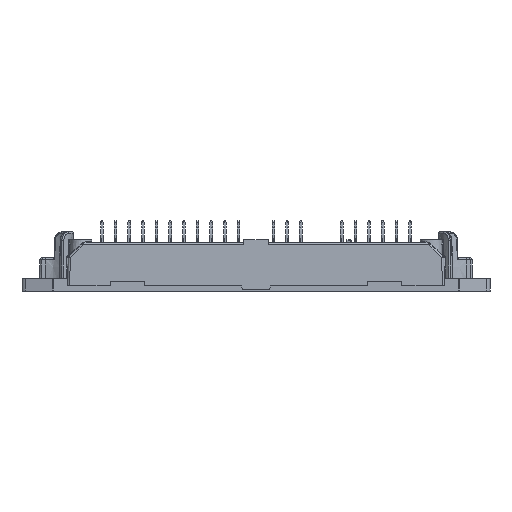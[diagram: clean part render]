
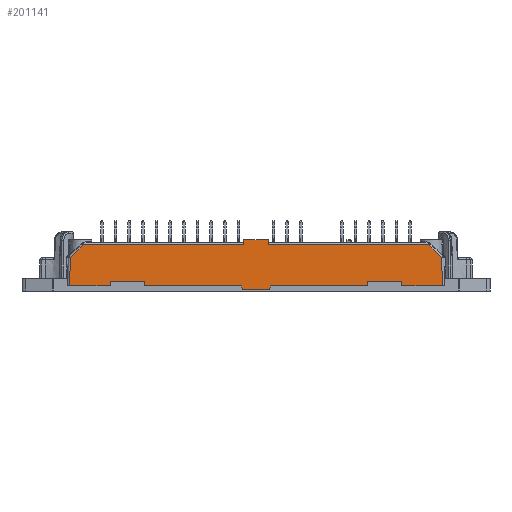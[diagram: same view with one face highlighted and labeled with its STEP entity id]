
A CAD part, front view. The second image highlights one B-rep face of the part: STEP entity #201141.
In plain terms, the highlighted planar face has unit normal (0, -1, 0.026).
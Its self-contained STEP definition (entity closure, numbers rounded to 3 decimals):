
#27537=ORIENTED_EDGE('',*,*,#64662,.F.);
#27538=ORIENTED_EDGE('',*,*,#64663,.T.);
#27539=ORIENTED_EDGE('',*,*,#64664,.F.);
#27540=ORIENTED_EDGE('',*,*,#64665,.T.);
#27541=ORIENTED_EDGE('',*,*,#64666,.T.);
#27542=ORIENTED_EDGE('',*,*,#63020,.F.);
#27543=ORIENTED_EDGE('',*,*,#63018,.T.);
#27544=ORIENTED_EDGE('',*,*,#64400,.F.);
#27545=ORIENTED_EDGE('',*,*,#63013,.T.);
#27546=ORIENTED_EDGE('',*,*,#64521,.T.);
#27547=ORIENTED_EDGE('',*,*,#63011,.T.);
#27548=ORIENTED_EDGE('',*,*,#63009,.T.);
#27549=ORIENTED_EDGE('',*,*,#64667,.T.);
#27550=ORIENTED_EDGE('',*,*,#64668,.F.);
#27551=ORIENTED_EDGE('',*,*,#64669,.T.);
#27552=ORIENTED_EDGE('',*,*,#64670,.T.);
#27553=ORIENTED_EDGE('',*,*,#64671,.T.);
#27554=ORIENTED_EDGE('',*,*,#63041,.F.);
#27555=ORIENTED_EDGE('',*,*,#63045,.T.);
#27556=ORIENTED_EDGE('',*,*,#63050,.F.);
#27557=ORIENTED_EDGE('',*,*,#63051,.F.);
#27558=ORIENTED_EDGE('',*,*,#63055,.T.);
#63009=EDGE_CURVE('',#79505,#79842,#97769,.T.);
#63011=EDGE_CURVE('',#79844,#79505,#97771,.T.);
#63013=EDGE_CURVE('',#79845,#79846,#97772,.F.);
#63018=EDGE_CURVE('',#79508,#79848,#97776,.F.);
#63020=EDGE_CURVE('',#79508,#79850,#97778,.T.);
#63041=EDGE_CURVE('',#79865,#79866,#97795,.F.);
#63045=EDGE_CURVE('',#79865,#79869,#97799,.T.);
#63050=EDGE_CURVE('',#79872,#79869,#97804,.F.);
#63051=EDGE_CURVE('',#79873,#79872,#97805,.T.);
#63055=EDGE_CURVE('',#79873,#79875,#97809,.F.);
#64400=EDGE_CURVE('',#79845,#79848,#98385,.T.);
#64521=EDGE_CURVE('',#79846,#79844,#98436,.T.);
#64662=EDGE_CURVE('',#81053,#79875,#98492,.F.);
#64663=EDGE_CURVE('',#81053,#81054,#98493,.F.);
#64664=EDGE_CURVE('',#81055,#81054,#98494,.F.);
#64665=EDGE_CURVE('',#81055,#81056,#98495,.F.);
#64666=EDGE_CURVE('',#81056,#79850,#98496,.F.);
#64667=EDGE_CURVE('',#79842,#81057,#98497,.F.);
#64668=EDGE_CURVE('',#81058,#81057,#98498,.F.);
#64669=EDGE_CURVE('',#81058,#81059,#98499,.F.);
#64670=EDGE_CURVE('',#81059,#81060,#98500,.F.);
#64671=EDGE_CURVE('',#81060,#79866,#98501,.F.);
#79505=VERTEX_POINT('',#281372);
#79508=VERTEX_POINT('',#281382);
#79842=VERTEX_POINT('',#285573);
#79844=VERTEX_POINT('',#285579);
#79845=VERTEX_POINT('',#285583);
#79846=VERTEX_POINT('',#285584);
#79848=VERTEX_POINT('',#285591);
#79850=VERTEX_POINT('',#285597);
#79865=VERTEX_POINT('',#285662);
#79866=VERTEX_POINT('',#285663);
#79869=VERTEX_POINT('',#285671);
#79872=VERTEX_POINT('',#285679);
#79873=VERTEX_POINT('',#285683);
#79875=VERTEX_POINT('',#285689);
#81053=VERTEX_POINT('',#290881);
#81054=VERTEX_POINT('',#290883);
#81055=VERTEX_POINT('',#290885);
#81056=VERTEX_POINT('',#290887);
#81057=VERTEX_POINT('',#290890);
#81058=VERTEX_POINT('',#290892);
#81059=VERTEX_POINT('',#290894);
#81060=VERTEX_POINT('',#290896);
#97769=LINE('',#285574,#115098);
#97771=LINE('',#285578,#115100);
#97772=LINE('',#285582,#115101);
#97776=LINE('',#285592,#115105);
#97778=LINE('',#285596,#115107);
#97795=LINE('',#285661,#115124);
#97799=LINE('',#285670,#115128);
#97804=LINE('',#285680,#115133);
#97805=LINE('',#285682,#115134);
#97809=LINE('',#285691,#115138);
#98385=LINE('',#289928,#115714);
#98436=LINE('',#290352,#115765);
#98492=LINE('',#290880,#115821);
#98493=LINE('',#290882,#115822);
#98494=LINE('',#290884,#115823);
#98495=LINE('',#290886,#115824);
#98496=LINE('',#290888,#115825);
#98497=LINE('',#290889,#115826);
#98498=LINE('',#290891,#115827);
#98499=LINE('',#290893,#115828);
#98500=LINE('',#290895,#115829);
#98501=LINE('',#290897,#115830);
#115098=VECTOR('',#237370,1000.);
#115100=VECTOR('',#237374,1000.);
#115101=VECTOR('',#237379,1000.);
#115105=VECTOR('',#237387,1000.);
#115107=VECTOR('',#237391,1000.);
#115124=VECTOR('',#237424,1000.);
#115128=VECTOR('',#237430,1000.);
#115133=VECTOR('',#237437,1000.);
#115134=VECTOR('',#237440,1000.);
#115138=VECTOR('',#237446,1000.);
#115714=VECTOR('',#239554,1000.);
#115765=VECTOR('',#239697,1000.);
#115821=VECTOR('',#239881,1000.);
#115822=VECTOR('',#239882,1000.);
#115823=VECTOR('',#239883,1000.);
#115824=VECTOR('',#239884,1000.);
#115825=VECTOR('',#239885,1000.);
#115826=VECTOR('',#239886,1000.);
#115827=VECTOR('',#239887,1000.);
#115828=VECTOR('',#239888,1000.);
#115829=VECTOR('',#239889,1000.);
#115830=VECTOR('',#239890,1000.);
#124457=EDGE_LOOP('',(#27537,#27538,#27539,#27540,#27541,#27542,#27543,
#27544,#27545,#27546,#27547,#27548,#27549,#27550,#27551,#27552,#27553,#27554,
#27555,#27556,#27557,#27558));
#132663=FACE_BOUND('',#124457,.T.);
#140325=PLANE('',#209656);
#201141=ADVANCED_FACE('',(#132663),#140325,.T.);
#209656=AXIS2_PLACEMENT_3D('',#290879,#239879,#239880);
#237370=DIRECTION('',(-0.707,-0.019,-0.707));
#237374=DIRECTION('',(-1.,0.,0.));
#237379=DIRECTION('',(1.,0.,0.));
#237387=DIRECTION('',(1.,0.,0.));
#237391=DIRECTION('',(0.707,-0.019,-0.707));
#237424=DIRECTION('',(1.,0.,0.));
#237430=DIRECTION('',(0.174,-0.026,-0.984));
#237437=DIRECTION('',(1.,0.,0.));
#237440=DIRECTION('',(-0.174,-0.026,-0.984));
#237446=DIRECTION('',(-1.,0.,0.));
#239554=DIRECTION('',(0.017,-0.026,-1.));
#239697=DIRECTION('',(-0.017,-0.026,-1.));
#239879=DIRECTION('',(0.,-1.,0.026));
#239880=DIRECTION('',(0.,-0.026,-1.));
#239881=DIRECTION('',(0.,0.026,1.));
#239882=DIRECTION('',(-1.,0.,0.));
#239883=DIRECTION('',(0.,-0.026,-1.));
#239884=DIRECTION('',(-1.,0.,0.));
#239885=DIRECTION('',(0.026,-0.026,-0.999));
#239886=DIRECTION('',(0.026,0.026,0.999));
#239887=DIRECTION('',(1.,0.,0.));
#239888=DIRECTION('',(0.,-0.026,-1.));
#239889=DIRECTION('',(-1.,0.,0.));
#239890=DIRECTION('',(0.,0.026,1.));
#281372=CARTESIAN_POINT('',(-40.443,-30.719,7.363));
#281382=CARTESIAN_POINT('',(40.443,-30.719,7.363));
#285573=CARTESIAN_POINT('',(-43.474,-30.798,4.332));
#285574=CARTESIAN_POINT('',(-23.298,-30.27,24.508));
#285578=CARTESIAN_POINT('',(0.,-30.719,7.363));
#285579=CARTESIAN_POINT('',(-2.845,-30.719,7.363));
#285582=CARTESIAN_POINT('',(0.,-30.689,8.5));
#285583=CARTESIAN_POINT('',(2.825,-30.689,8.5));
#285584=CARTESIAN_POINT('',(-2.825,-30.689,8.5));
#285591=CARTESIAN_POINT('',(2.845,-30.719,7.363));
#285592=CARTESIAN_POINT('',(0.,-30.719,7.363));
#285596=CARTESIAN_POINT('',(23.298,-30.27,24.508));
#285597=CARTESIAN_POINT('',(43.474,-30.798,4.332));
#285661=CARTESIAN_POINT('',(0.,-30.972,-2.3));
#285662=CARTESIAN_POINT('',(-3.359,-30.972,-2.3));
#285663=CARTESIAN_POINT('',(-26.147,-30.972,-2.3));
#285670=CARTESIAN_POINT('',(-3.861,-30.897,0.546));
#285671=CARTESIAN_POINT('',(-3.218,-30.993,-3.1));
#285679=CARTESIAN_POINT('',(3.218,-30.993,-3.1));
#285680=CARTESIAN_POINT('',(3.5,-30.993,-3.1));
#285682=CARTESIAN_POINT('',(3.861,-30.897,0.546));
#285683=CARTESIAN_POINT('',(3.359,-30.972,-2.3));
#285689=CARTESIAN_POINT('',(26.147,-30.972,-2.3));
#285691=CARTESIAN_POINT('',(0.,-30.972,-2.3));
#289928=CARTESIAN_POINT('',(2.849,-30.725,7.119));
#290352=CARTESIAN_POINT('',(-2.849,-30.725,7.119));
#290879=CARTESIAN_POINT('',(0.,-30.879,1.226));
#290880=CARTESIAN_POINT('',(26.147,-30.879,1.226));
#290881=CARTESIAN_POINT('',(26.147,-30.945,-1.3));
#290882=CARTESIAN_POINT('',(0.,-30.945,-1.3));
#290883=CARTESIAN_POINT('',(34.147,-30.945,-1.3));
#290884=CARTESIAN_POINT('',(34.147,-30.879,1.226));
#290885=CARTESIAN_POINT('',(34.147,-30.972,-2.3));
#290886=CARTESIAN_POINT('',(0.,-30.972,-2.3));
#290887=CARTESIAN_POINT('',(43.647,-30.972,-2.3));
#290888=CARTESIAN_POINT('',(43.525,-30.849,2.365));
#290889=CARTESIAN_POINT('',(-43.525,-30.849,2.365));
#290890=CARTESIAN_POINT('',(-43.647,-30.972,-2.3));
#290891=CARTESIAN_POINT('',(0.,-30.972,-2.3));
#290892=CARTESIAN_POINT('',(-34.147,-30.972,-2.3));
#290893=CARTESIAN_POINT('',(-34.147,-30.879,1.226));
#290894=CARTESIAN_POINT('',(-34.147,-30.945,-1.3));
#290895=CARTESIAN_POINT('',(0.,-30.945,-1.3));
#290896=CARTESIAN_POINT('',(-26.147,-30.945,-1.3));
#290897=CARTESIAN_POINT('',(-26.147,-30.879,1.226));
